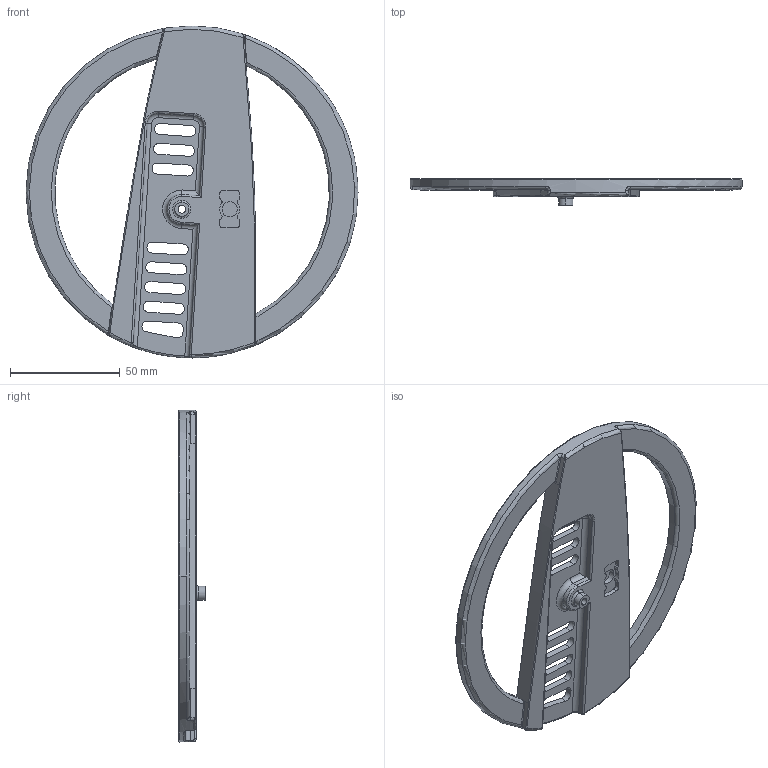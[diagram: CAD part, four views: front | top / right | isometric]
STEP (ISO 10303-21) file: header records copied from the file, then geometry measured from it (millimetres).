
FILE_DESCRIPTION((''),'2;1');
FILE_NAME('PRO_V1','2024-11-10T20:40:24',('tajtk'),('SPTS'),'CREO PARAMETRIC BY PTC INC, 2023072','CREO PARAMETRIC BY PTC INC, 2023072','');
FILE_SCHEMA(('AP242_MANAGED_MODEL_BASED_3D_ENGINEERING_MIM_LF { 1 0 10303 442 1 1 4 }'));
Length unit declared in the file: millimetre
Products named in the file (1): PRO_V1
Bounding box: 151 x 12 x 151 mm (x, y, z)
Volume: 69312.3 mm3; surface area: 30865.5 mm2
Topology: 1 solids, 1 shells, 395 faces, 1091 edges, 716 vertices
Faces by surface type: plane 277, cylinder 70, bspline 26, torus 18, extrusion 4
Entity records: 14439 total; most frequent: CARTESIAN_POINT 3920, ORIENTED_EDGE 2170, DIRECTION 1921, EDGE_CURVE 1085, VECTOR 867, LINE 863, VERTEX_POINT 704, AXIS2_PLACEMENT_3D 527
